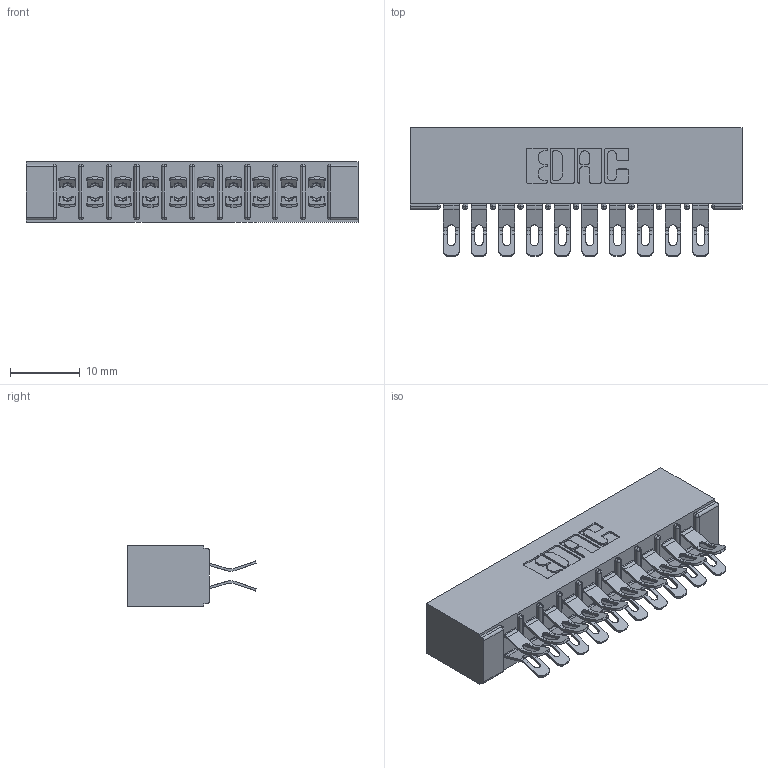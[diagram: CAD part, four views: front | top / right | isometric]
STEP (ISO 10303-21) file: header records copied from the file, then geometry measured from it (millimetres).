
FILE_DESCRIPTION (( 'STEP AP203' ), '1' );
FILE_NAME ('355-020-555-501.STEP', '2019-09-11T03:33:41', ( '' ), ( '' ), 'SwSTEP 2.0', 'SolidWorks 2016', '' );
FILE_SCHEMA (( 'CONFIG_CONTROL_DESIGN' ));
Length unit declared in the file: inch
Products named in the file (3): 355-020-555-501; 305-290-001_555; 305 Part_No Mounting
Assembly tree (21 placements, depth 2):
  355-020-555-501
    305 Part_No Mounting
    305-290-001_555  x20
Bounding box: 47.5 x 18.41 x 8.71 mm (x, y, z)
Volume: 3101.2 mm3; surface area: 6385.4 mm2
Topology: 21 solids, 21 shells, 1428 faces, 4242 edges, 2772 vertices
Faces by surface type: plane 704, cylinder 684, sphere 40
Entity records: 15069 total; most frequent: CARTESIAN_POINT 2510, ORIENTED_EDGE 2476, DIRECTION 2446, EDGE_CURVE 1238, LINE 950, VECTOR 950, VERTEX_POINT 796, AXIS2_PLACEMENT_3D 748
